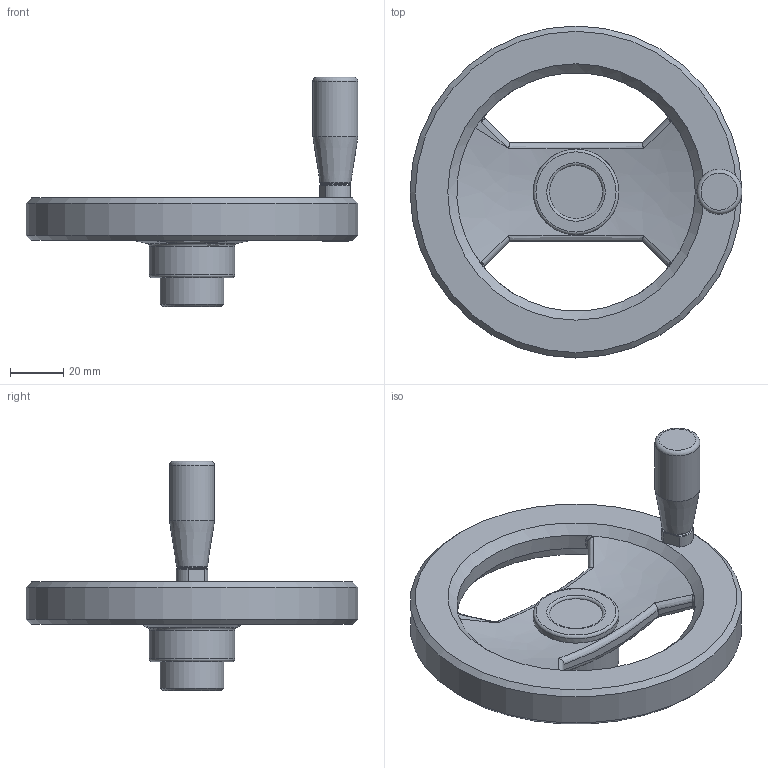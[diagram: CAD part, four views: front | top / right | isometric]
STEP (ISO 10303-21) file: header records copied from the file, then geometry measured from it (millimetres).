
FILE_DESCRIPTION( ( 'Unknown' ), '1' );
FILE_NAME( '6107007_VR2_125-M.stp', 'Unknown', ( 'Unknown' ), ( 'Unknown' ), 'PSStep 10.0', 'Unknown', ' ' );
FILE_SCHEMA( ( 'automotive_design' ) );
Length unit declared in the file: millimetre
Products named in the file (1): 6107007
Bounding box: 125 x 125 x 86.5 mm (x, y, z)
Volume: 135139.3 mm3; surface area: 34081.5 mm2
Topology: 1 solids, 3 shells, 107 faces, 247 edges, 153 vertices
Faces by surface type: plane 32, cylinder 25, bspline 24, cone 20, torus 6
Full cylindrical faces by diameter (mm): 4 x1, 4.8 x1, 5.1 x1, 6 x1, 6.5 x1, 6.647 x2, 8 x2, 10 x1, 17 x1, 24 x1, 32.2 x2, 125 x1
Entity records: 7234 total; most frequent: CARTESIAN_POINT 4417, ORIENTED_EDGE 384, DIRECTION 358, EDGE_CURVE 192, AXIS2_PLACEMENT_3D 163, EDGE_LOOP 153, VERTEX_POINT 136, FACE_OUTER_BOUND 128
